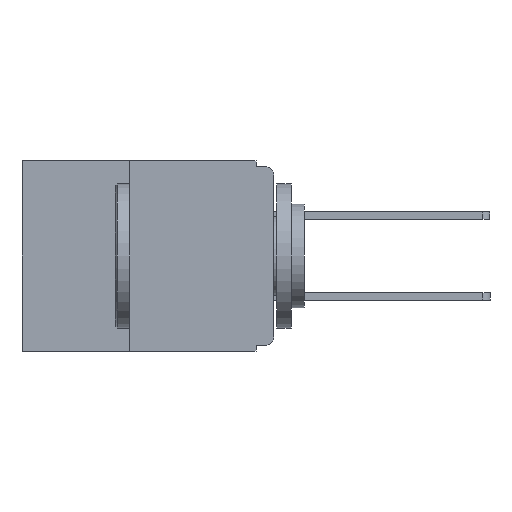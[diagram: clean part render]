
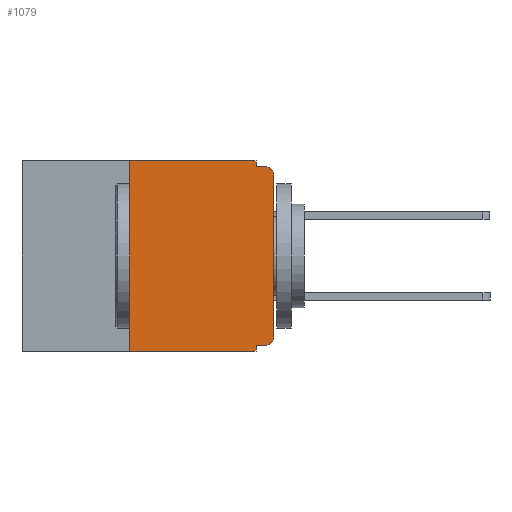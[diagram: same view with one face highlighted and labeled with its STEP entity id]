
A CAD part, left-side view. The second image highlights one B-rep face of the part: STEP entity #1079.
In plain terms, the highlighted planar face has unit normal (-1, 0, 0).
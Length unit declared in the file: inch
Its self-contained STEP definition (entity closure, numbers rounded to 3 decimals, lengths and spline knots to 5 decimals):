
#173 = DIRECTION ( 'NONE',  ( 0., 0., -1. ) ) ;
#193 = VERTEX_POINT ( 'NONE', #5652 ) ;
#317 = CARTESIAN_POINT ( 'NONE',  ( 0., 0.031, -0.33 ) ) ;
#471 = LINE ( 'NONE', #7912, #9804 ) ;
#523 = CARTESIAN_POINT ( 'NONE',  ( 0., 0.015, -0.01 ) ) ;
#686 = ORIENTED_EDGE ( 'NONE', *, *, #7189, .F. ) ;
#915 = VERTEX_POINT ( 'NONE', #11605 ) ;
#1079 = ADVANCED_FACE ( 'NONE', ( #4016 ), #1381, .F. ) ;
#1381 = PLANE ( 'NONE',  #12265 ) ;
#1466 = LINE ( 'NONE', #11343, #11069 ) ;
#1625 = DIRECTION ( 'NONE',  ( 0., 0., -1. ) ) ;
#1925 = LINE ( 'NONE', #10206, #11137 ) ;
#2062 = CIRCLE ( 'NONE', #2161, 0.015 ) ;
#2161 = AXIS2_PLACEMENT_3D ( 'NONE', #13608, #6035, #4817 ) ;
#2424 = DIRECTION ( 'NONE',  ( 0., 0., -1. ) ) ;
#2717 = VERTEX_POINT ( 'NONE', #10092 ) ;
#2936 = VERTEX_POINT ( 'NONE', #523 ) ;
#2970 = VECTOR ( 'NONE', #12733, 39.37008 ) ;
#2977 = EDGE_CURVE ( 'NONE', #4095, #2936, #2062, .T. ) ;
#2989 = DIRECTION ( 'NONE',  ( 0., 1., 0. ) ) ;
#3052 = EDGE_CURVE ( 'NONE', #13645, #4095, #10527, .T. ) ;
#3167 = LINE ( 'NONE', #10358, #3537 ) ;
#3197 = CARTESIAN_POINT ( 'NONE',  ( 0., 0.015, -0.305 ) ) ;
#3216 = ORIENTED_EDGE ( 'NONE', *, *, #3052, .T. ) ;
#3273 = DIRECTION ( 'NONE',  ( -1., 0., 0. ) ) ;
#3537 = VECTOR ( 'NONE', #10660, 39.37008 ) ;
#3591 = DIRECTION ( 'NONE',  ( 1., 0., 0. ) ) ;
#3656 = VERTEX_POINT ( 'NONE', #5513 ) ;
#4016 = FACE_OUTER_BOUND ( 'NONE', #12020, .T. ) ;
#4072 = EDGE_CURVE ( 'NONE', #12762, #13645, #11770, .T. ) ;
#4095 = VERTEX_POINT ( 'NONE', #4614 ) ;
#4358 = CARTESIAN_POINT ( 'NONE',  ( 0., 0.015, -0.32 ) ) ;
#4614 = CARTESIAN_POINT ( 'NONE',  ( 0., 0., -0.025 ) ) ;
#4701 = EDGE_CURVE ( 'NONE', #3656, #915, #3167, .T. ) ;
#4817 = DIRECTION ( 'NONE',  ( 0., 0., -1. ) ) ;
#5101 = VERTEX_POINT ( 'NONE', #14979 ) ;
#5180 = EDGE_CURVE ( 'NONE', #193, #5101, #14815, .T. ) ;
#5488 = LINE ( 'NONE', #317, #14372 ) ;
#5513 = CARTESIAN_POINT ( 'NONE',  ( 0., 0.031, 0. ) ) ;
#5618 = VECTOR ( 'NONE', #14466, 39.37008 ) ;
#5652 = CARTESIAN_POINT ( 'NONE',  ( 0., 0.25, -0.33 ) ) ;
#6035 = DIRECTION ( 'NONE',  ( -1., 0., 0. ) ) ;
#6480 = ORIENTED_EDGE ( 'NONE', *, *, #13883, .F. ) ;
#6572 = LINE ( 'NONE', #12879, #2970 ) ;
#6824 = ORIENTED_EDGE ( 'NONE', *, *, #2977, .T. ) ;
#6854 = ORIENTED_EDGE ( 'NONE', *, *, #5180, .T. ) ;
#7189 = EDGE_CURVE ( 'NONE', #193, #9625, #6572, .T. ) ;
#7234 = ORIENTED_EDGE ( 'NONE', *, *, #13346, .F. ) ;
#7499 = CARTESIAN_POINT ( 'NONE',  ( 0., 0.25, 0. ) ) ;
#7912 = CARTESIAN_POINT ( 'NONE',  ( 0., 0.437, 0. ) ) ;
#9116 = DIRECTION ( 'NONE',  ( 0., -1., 0. ) ) ;
#9269 = DIRECTION ( 'NONE',  ( 0., 0., 1. ) ) ;
#9292 = EDGE_CURVE ( 'NONE', #915, #2936, #1925, .T. ) ;
#9625 = VERTEX_POINT ( 'NONE', #7499 ) ;
#9629 = ORIENTED_EDGE ( 'NONE', *, *, #14427, .F. ) ;
#9804 = VECTOR ( 'NONE', #9116, 39.37008 ) ;
#10091 = CARTESIAN_POINT ( 'NONE',  ( 0., 0.437, 0. ) ) ;
#10092 = CARTESIAN_POINT ( 'NONE',  ( 0., 0.031, -0.32 ) ) ;
#10170 = VECTOR ( 'NONE', #9269, 39.37008 ) ;
#10206 = CARTESIAN_POINT ( 'NONE',  ( 0., 0., -0.01 ) ) ;
#10352 = DIRECTION ( 'NONE',  ( 0., -1., 0. ) ) ;
#10358 = CARTESIAN_POINT ( 'NONE',  ( 0., 0.031, 0. ) ) ;
#10527 = LINE ( 'NONE', #13920, #10170 ) ;
#10660 = DIRECTION ( 'NONE',  ( 0., 0., -1. ) ) ;
#11069 = VECTOR ( 'NONE', #2989, 39.37008 ) ;
#11137 = VECTOR ( 'NONE', #10352, 39.37008 ) ;
#11343 = CARTESIAN_POINT ( 'NONE',  ( 0., 0., -0.32 ) ) ;
#11605 = CARTESIAN_POINT ( 'NONE',  ( 0., 0.031, -0.01 ) ) ;
#11770 = CIRCLE ( 'NONE', #13936, 0.015 ) ;
#12020 = EDGE_LOOP ( 'NONE', ( #3216, #6824, #13239, #14453, #7234, #686, #6854, #9629, #6480, #15231 ) ) ;
#12265 = AXIS2_PLACEMENT_3D ( 'NONE', #10091, #3591, #173 ) ;
#12733 = DIRECTION ( 'NONE',  ( 0., 0., 1. ) ) ;
#12762 = VERTEX_POINT ( 'NONE', #4358 ) ;
#12879 = CARTESIAN_POINT ( 'NONE',  ( 0., 0.25, -0.33 ) ) ;
#13143 = CARTESIAN_POINT ( 'NONE',  ( 0., 0., -0.305 ) ) ;
#13239 = ORIENTED_EDGE ( 'NONE', *, *, #9292, .F. ) ;
#13346 = EDGE_CURVE ( 'NONE', #9625, #3656, #471, .T. ) ;
#13608 = CARTESIAN_POINT ( 'NONE',  ( 0., 0.015, -0.025 ) ) ;
#13645 = VERTEX_POINT ( 'NONE', #13143 ) ;
#13883 = EDGE_CURVE ( 'NONE', #12762, #2717, #1466, .T. ) ;
#13920 = CARTESIAN_POINT ( 'NONE',  ( 0., 0., 0. ) ) ;
#13936 = AXIS2_PLACEMENT_3D ( 'NONE', #3197, #3273, #2424 ) ;
#14372 = VECTOR ( 'NONE', #1625, 39.37008 ) ;
#14427 = EDGE_CURVE ( 'NONE', #2717, #5101, #5488, .T. ) ;
#14440 = CARTESIAN_POINT ( 'NONE',  ( 0., 0.437, -0.33 ) ) ;
#14453 = ORIENTED_EDGE ( 'NONE', *, *, #4701, .F. ) ;
#14466 = DIRECTION ( 'NONE',  ( 0., -1., 0. ) ) ;
#14815 = LINE ( 'NONE', #14440, #5618 ) ;
#14979 = CARTESIAN_POINT ( 'NONE',  ( 0., 0.031, -0.33 ) ) ;
#15231 = ORIENTED_EDGE ( 'NONE', *, *, #4072, .T. ) ;
